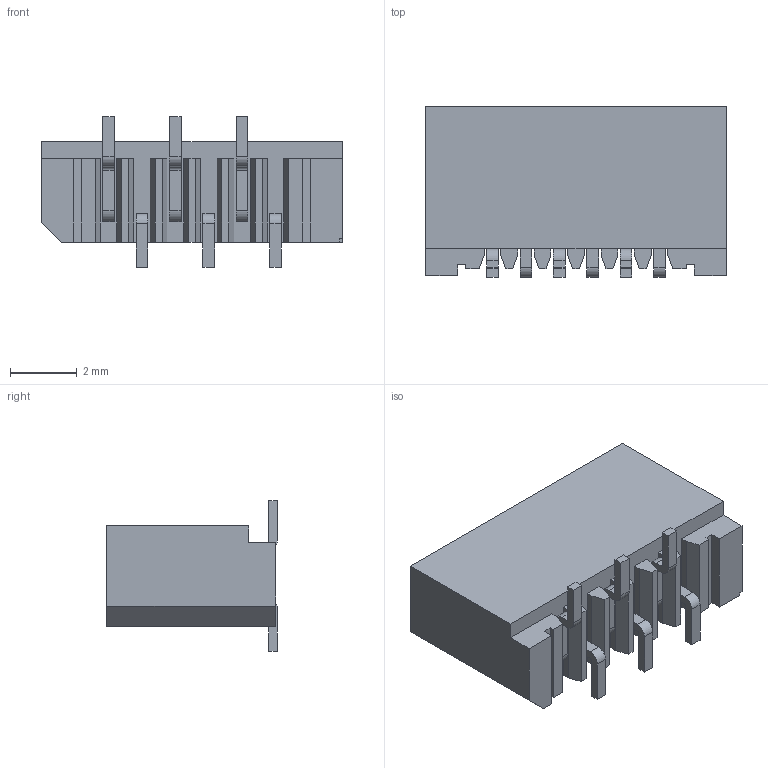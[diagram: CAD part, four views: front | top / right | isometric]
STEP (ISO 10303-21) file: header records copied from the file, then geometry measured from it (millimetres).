
FILE_DESCRIPTION((''),'2;1');
FILE_NAME('528080671','2018-02-10T',('ksrinivasara'),(''),'PRO/ENGINEER BY PARAMETRIC TECHNOLOGY CORPORATION, 2012310','PRO/ENGINEER BY PARAMETRIC TECHNOLOGY CORPORATION, 2012310','');
FILE_SCHEMA(('CONFIG_CONTROL_DESIGN'));
Length unit declared in the file: millimetre
Products named in the file (1): 528080671
Bounding box: 9 x 5.1 x 4.5 mm (x, y, z)
Volume: 102.5 mm3; surface area: 347.5 mm2
Topology: 1 solids, 1 shells, 221 faces, 640 edges, 434 vertices
Faces by surface type: plane 181, cylinder 40
Entity records: 7215 total; most frequent: CARTESIAN_POINT 1280, ORIENTED_EDGE 1232, DIRECTION 1162, EDGE_CURVE 616, VECTOR 558, LINE 558, VERTEX_POINT 410, AXIS2_PLACEMENT_3D 302
